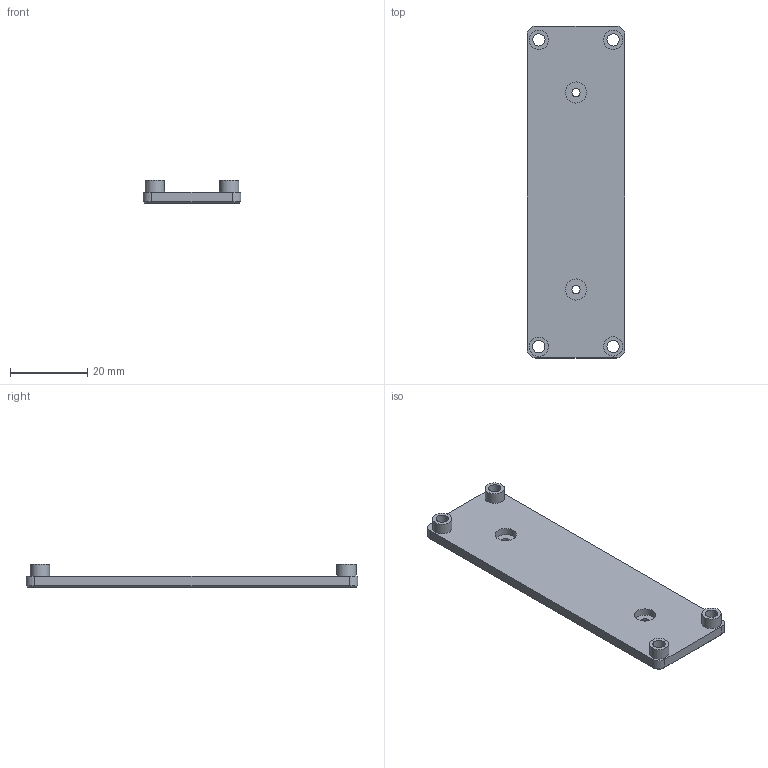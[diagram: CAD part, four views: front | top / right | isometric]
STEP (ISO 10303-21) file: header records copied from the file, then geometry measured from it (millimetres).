
FILE_DESCRIPTION(/* description */ (''),/* implementation_level */ '2;1');
FILE_NAME(/* name */ 'U2C DIN mount.step',/* time_stamp */ '2022-06-03T11:02:36+08:00',/* author */ (''),/* organization */ (''),/* preprocessor_version */ 'ST-DEVELOPER v19',/* originating_system */ 'Autodesk Translation Framework v11.7.0.108',/* authorisation */ '');
FILE_SCHEMA (('AUTOMOTIVE_DESIGN { 1 0 10303 214 3 1 1 }'));
Length unit declared in the file: millimetre
Products named in the file (1): U2C DIN mount for Voron
Bounding box: 25.35 x 85.95 x 6 mm (x, y, z)
Volume: 6429.4 mm3; surface area: 5361 mm2
Topology: 1 solids, 1 shells, 42 faces, 90 edges, 56 vertices
Faces by surface type: cylinder 16, plane 16, cone 10
Full cylindrical faces by diameter (mm): 2.1 x2, 3.2 x4, 5 x4, 5.5 x2
Entity records: 1188 total; most frequent: DIRECTION 220, CARTESIAN_POINT 189, ORIENTED_EDGE 180, EDGE_CURVE 90, AXIS2_PLACEMENT_3D 87, EDGE_LOOP 60, VERTEX_POINT 56, LINE 46
